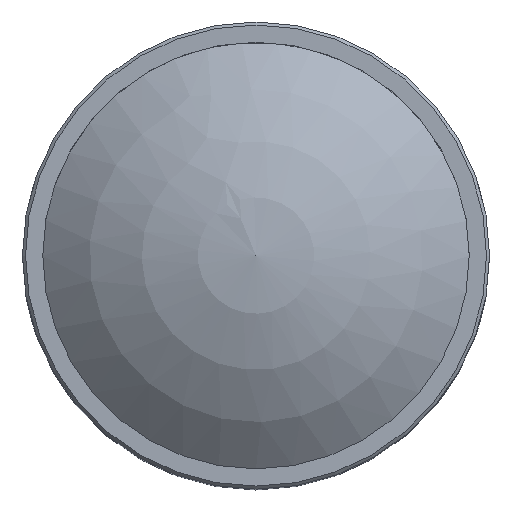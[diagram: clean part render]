
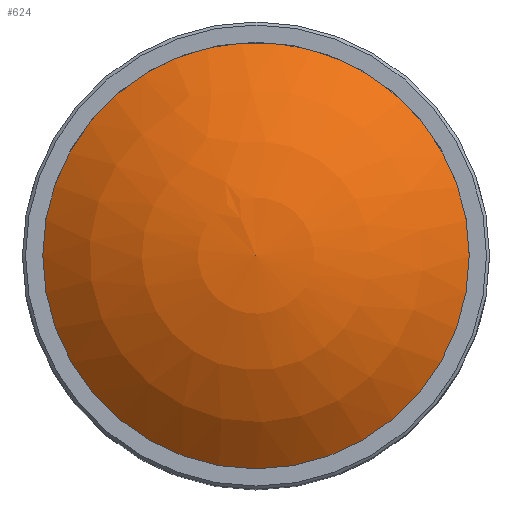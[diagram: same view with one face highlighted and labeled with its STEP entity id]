
A CAD part, top view. The second image highlights one B-rep face of the part: STEP entity #624.
In plain terms, the highlighted spherical face has radius 31.209 mm.
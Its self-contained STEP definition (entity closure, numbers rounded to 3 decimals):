
#5 = DIRECTION ( 'NONE',  ( 0., 0., -1. ) ) ;
#33 = AXIS2_PLACEMENT_3D ( 'NONE', #665, #226, #283 ) ;
#36 = ORIENTED_EDGE ( 'NONE', *, *, #354, .F. ) ;
#128 = CARTESIAN_POINT ( 'NONE',  ( 0., 0., -618.581 ) ) ;
#226 = DIRECTION ( 'NONE',  ( 0., 0., 1. ) ) ;
#283 = DIRECTION ( 'NONE',  ( -0.383, 0.924, 0. ) ) ;
#354 = EDGE_CURVE ( 'NONE', #452, #452, #726, .T. ) ;
#368 = AXIS2_PLACEMENT_3D ( 'NONE', #128, #5, #803 ) ;
#416 = FACE_OUTER_BOUND ( 'NONE', #625, .T. ) ;
#448 = CARTESIAN_POINT ( 'NONE',  ( -21., 0., -618.581 ) ) ;
#452 = VERTEX_POINT ( 'NONE', #448 ) ;
#536 = SPHERICAL_SURFACE ( 'NONE', #33, 31.21 ) ;
#624 = ADVANCED_FACE ( 'NONE', ( #416 ), #536, .T. ) ;
#625 = EDGE_LOOP ( 'NONE', ( #36 ) ) ;
#665 = CARTESIAN_POINT ( 'NONE',  ( 0., 0., -641.668 ) ) ;
#726 = CIRCLE ( 'NONE', #368, 21. ) ;
#803 = DIRECTION ( 'NONE',  ( -1., 0., 0. ) ) ;
